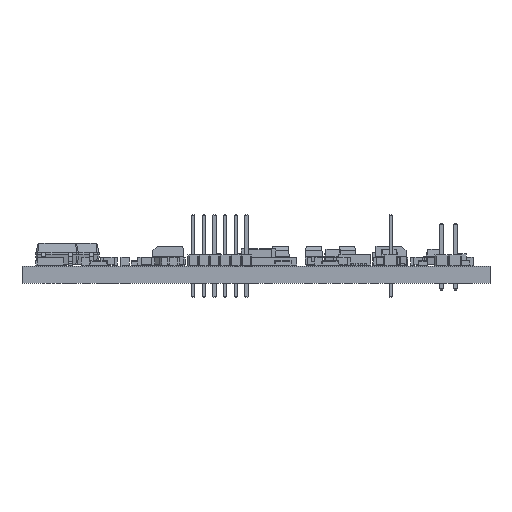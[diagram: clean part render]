
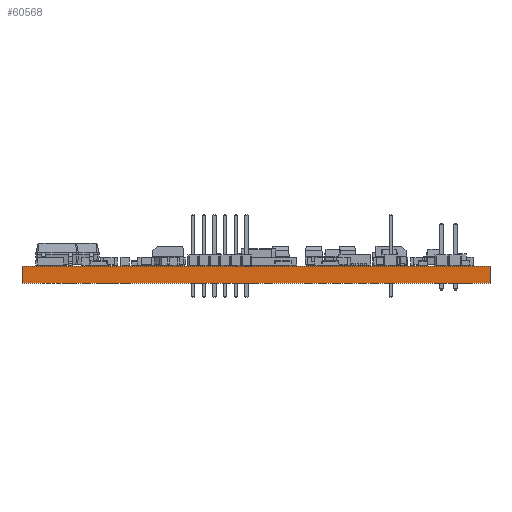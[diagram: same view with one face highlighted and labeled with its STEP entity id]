
A CAD part, front view. The second image highlights one B-rep face of the part: STEP entity #60568.
In plain terms, the highlighted planar face has unit normal (0, -1, 0).
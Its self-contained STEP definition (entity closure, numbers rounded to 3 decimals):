
#60568 = ADVANCED_FACE('',(#60569),#60603,.T.);
#60569 = FACE_BOUND('',#60570,.T.);
#60570 = EDGE_LOOP('',(#60571,#60581,#60589,#60597));
#60571 = ORIENTED_EDGE('',*,*,#60572,.T.);
#60572 = EDGE_CURVE('',#60573,#60575,#60577,.T.);
#60573 = VERTEX_POINT('',#60574);
#60574 = CARTESIAN_POINT('',(44.,-0.,0.));
#60575 = VERTEX_POINT('',#60576);
#60576 = CARTESIAN_POINT('',(44.,0.,1.6));
#60577 = LINE('',#60578,#60579);
#60578 = CARTESIAN_POINT('',(44.,-0.,0.));
#60579 = VECTOR('',#60580,1.);
#60580 = DIRECTION('',(0.,0.,1.));
#60581 = ORIENTED_EDGE('',*,*,#60582,.T.);
#60582 = EDGE_CURVE('',#60575,#60583,#60585,.T.);
#60583 = VERTEX_POINT('',#60584);
#60584 = CARTESIAN_POINT('',(0.,0.,1.6));
#60585 = LINE('',#60586,#60587);
#60586 = CARTESIAN_POINT('',(44.,0.,1.6));
#60587 = VECTOR('',#60588,1.);
#60588 = DIRECTION('',(-1.,0.,0.));
#60589 = ORIENTED_EDGE('',*,*,#60590,.F.);
#60590 = EDGE_CURVE('',#60591,#60583,#60593,.T.);
#60591 = VERTEX_POINT('',#60592);
#60592 = CARTESIAN_POINT('',(0.,-0.,0.));
#60593 = LINE('',#60594,#60595);
#60594 = CARTESIAN_POINT('',(0.,-0.,0.));
#60595 = VECTOR('',#60596,1.);
#60596 = DIRECTION('',(0.,0.,1.));
#60597 = ORIENTED_EDGE('',*,*,#60598,.F.);
#60598 = EDGE_CURVE('',#60573,#60591,#60599,.T.);
#60599 = LINE('',#60600,#60601);
#60600 = CARTESIAN_POINT('',(44.,-0.,0.));
#60601 = VECTOR('',#60602,1.);
#60602 = DIRECTION('',(-1.,0.,0.));
#60603 = PLANE('',#60604);
#60604 = AXIS2_PLACEMENT_3D('',#60605,#60606,#60607);
#60605 = CARTESIAN_POINT('',(44.,0.,0.));
#60606 = DIRECTION('',(0.,-1.,0.));
#60607 = DIRECTION('',(-1.,0.,0.));
